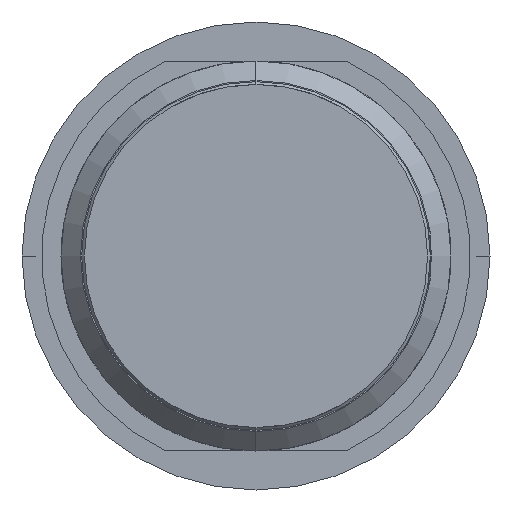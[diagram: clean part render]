
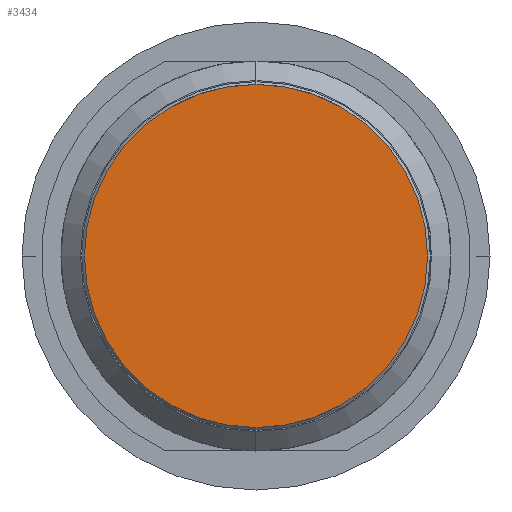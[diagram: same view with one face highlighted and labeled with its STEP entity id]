
A CAD part, front view. The second image highlights one B-rep face of the part: STEP entity #3434.
In plain terms, the highlighted planar face has unit normal (0, -1, 0).
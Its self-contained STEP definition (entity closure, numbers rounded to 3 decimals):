
#162 = VERTEX_POINT ( 'NONE', #2784 ) ;
#716 = AXIS2_PLACEMENT_3D ( 'NONE', #3087, #896, #1863 ) ;
#768 = EDGE_CURVE ( 'Defeature ausgef�hrt1_15+Defeature ausgef�hrt1_22+Defeature ausgef�hrt1_22+Defeature ausgef�hrt1_22', #3856, #162, #2519, .T. ) ;
#896 = DIRECTION ( 'NONE',  ( 0., -1., 0. ) ) ;
#974 = CARTESIAN_POINT ( 'NONE',  ( 0., 0., -1.9 ) ) ;
#1159 = EDGE_CURVE ( 'Defeature ausgef�hrt1_15+Defeature ausgef�hrt1_22+Defeature ausgef�hrt1_22+Defeature ausgef�hrt1_22', #162, #3856, #3128, .T. ) ;
#1524 = AXIS2_PLACEMENT_3D ( 'NONE', #1688, #2616, #2319 ) ;
#1549 = EDGE_LOOP ( 'NONE', ( #3098, #1828 ) ) ;
#1655 = DIRECTION ( 'NONE',  ( 1., 0., 0. ) ) ;
#1688 = CARTESIAN_POINT ( 'NONE',  ( 0., 0., 0. ) ) ;
#1746 = FACE_OUTER_BOUND ( 'NONE', #1549, .T. ) ;
#1828 = ORIENTED_EDGE ( 'NONE', *, *, #1159, .T. ) ;
#1863 = DIRECTION ( 'NONE',  ( -1., 0., 0. ) ) ;
#2319 = DIRECTION ( 'NONE',  ( -1., 0., 0. ) ) ;
#2519 = CIRCLE ( 'NONE', #716, 2.2 ) ;
#2536 = DIRECTION ( 'NONE',  ( 0., 1., 0. ) ) ;
#2571 = AXIS2_PLACEMENT_3D ( 'NONE', #974, #2536, #1655 ) ;
#2616 = DIRECTION ( 'NONE',  ( 0., -1., 0. ) ) ;
#2784 = CARTESIAN_POINT ( 'NONE',  ( 2.2, 0., 0. ) ) ;
#3087 = CARTESIAN_POINT ( 'NONE',  ( 0., 0., 0. ) ) ;
#3098 = ORIENTED_EDGE ( 'NONE', *, *, #768, .T. ) ;
#3128 = CIRCLE ( 'NONE', #1524, 2.2 ) ;
#3172 = CARTESIAN_POINT ( 'NONE',  ( -2.2, 0., 0. ) ) ;
#3434 = ADVANCED_FACE ( 'Defeature ausgef�hrt1_15', ( #1746 ), #3820, .F. ) ;
#3820 = PLANE ( 'NONE',  #2571 ) ;
#3856 = VERTEX_POINT ( 'NONE', #3172 ) ;
